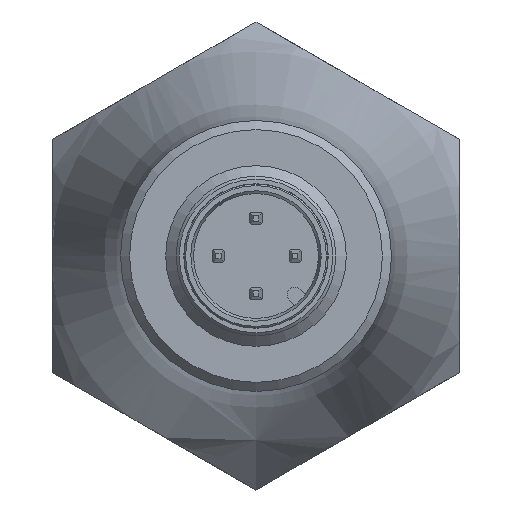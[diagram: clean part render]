
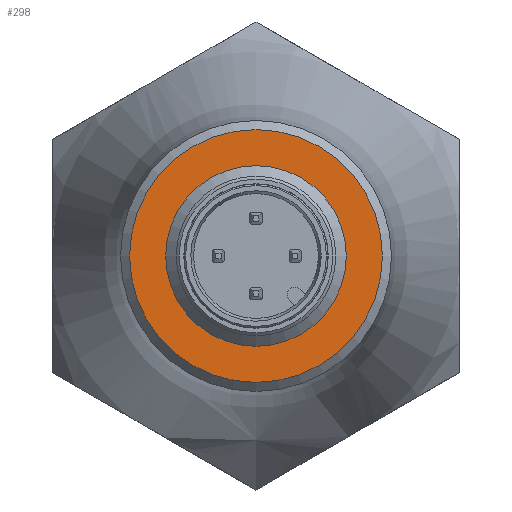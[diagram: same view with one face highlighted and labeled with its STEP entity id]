
A CAD part, front view. The second image highlights one B-rep face of the part: STEP entity #298.
In plain terms, the highlighted planar face has unit normal (0, -1, 0).
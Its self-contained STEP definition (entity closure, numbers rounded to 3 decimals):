
#298 = ADVANCED_FACE( '', ( #641, #642 ), #643, .T. );
#641 = FACE_OUTER_BOUND( '', #1005, .T. );
#642 = FACE_BOUND( '', #1006, .T. );
#643 = PLANE( '', #1007 );
#1005 = EDGE_LOOP( '', ( #1791 ) );
#1006 = EDGE_LOOP( '', ( #1792 ) );
#1007 = AXIS2_PLACEMENT_3D( '', #1793, #1794, #1795 );
#1791 = ORIENTED_EDGE( '', *, *, #2011, .T. );
#1792 = ORIENTED_EDGE( '', *, *, #2227, .T. );
#1793 = CARTESIAN_POINT( '', ( 9., -86.44, 0. ) );
#1794 = DIRECTION( '', ( 0., -1., 0. ) );
#1795 = DIRECTION( '', ( -1., 0., 0. ) );
#2011 = EDGE_CURVE( '', #2394, #2394, #2395, .T. );
#2227 = EDGE_CURVE( '', #2705, #2705, #2706, .F. );
#2394 = VERTEX_POINT( '', #3211 );
#2395 = CIRCLE( '', #3212, 8.4 );
#2705 = VERTEX_POINT( '', #3848 );
#2706 = CIRCLE( '', #3849, 5.9 );
#3211 = CARTESIAN_POINT( '', ( -8.4, -86.44, 0. ) );
#3212 = AXIS2_PLACEMENT_3D( '', #3993, #3994, #3995 );
#3848 = CARTESIAN_POINT( '', ( -5.9, -86.44, 0. ) );
#3849 = AXIS2_PLACEMENT_3D( '', #4185, #4186, #4187 );
#3993 = CARTESIAN_POINT( '', ( 0., -86.44, 0. ) );
#3994 = DIRECTION( '', ( 0., -1., 0. ) );
#3995 = DIRECTION( '', ( -1., 0., 0. ) );
#4185 = CARTESIAN_POINT( '', ( 0., -86.44, 0. ) );
#4186 = DIRECTION( '', ( 0., -1., 0. ) );
#4187 = DIRECTION( '', ( -1., 0., 0. ) );
